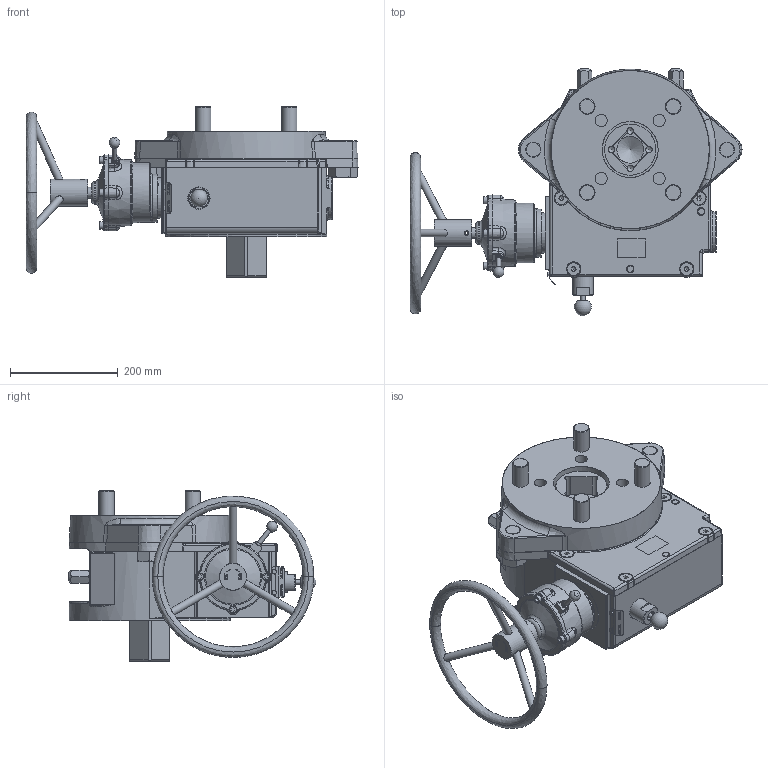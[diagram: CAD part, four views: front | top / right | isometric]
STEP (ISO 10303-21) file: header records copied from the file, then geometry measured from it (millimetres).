
FILE_DESCRIPTION( ( 'Unknown' ), '1' );
FILE_NAME( 'D000000249.stp', 'Unknown', ( 'Unknown' ), ( 'Unknown' ), 'PSStep 17.0.49', 'Unknown', ' ' );
FILE_SCHEMA( ( 'AUTOMOTIVE_DESIGN { 1 0 10303 214 1 1 1 1 }' ) );
Length unit declared in the file: millimetre
Products named in the file (61): D0093808070A4; D0031908000KU; ILGD5000A63; 11wz130090c01; ILGD5000A15; 22WX153022601; 6.2799.100; D0093330050A4; ILGD5000A16; A0158716000A4; B0193628060A4; D0760316000CU; 700WK30000100; D0000714030ST; 21W5Z10000000; D0799112035A4; 62WZ100000010; D0031908001KU; D0043908000A4; ILGD5000RA07; 1643001065000; ILGD5000A40; D0091208020A4; D0093305010A4; 9530600-C; 1; 2; 3; 4; 5; 6; 7; 8; 9; 10; 11; 12; 13; 14; 15 ...
Bounding box: 617.24 x 460.27 x 316.2 mm (x, y, z)
Surface area: 1005692.3 mm2 (no closed solid volume)
Topology: 0 solids, 609 shells, 609 faces, 3070 edges, 2943 vertices
Faces by surface type: plane 239, cylinder 145, cone 100, bspline 64, torus 47, sphere 7, revolution 4, extrusion 3
Full cylindrical faces by diameter (mm): 6.647 x1, 8 x4, 13.27 x4, 14 x5, 16 x1, 19.169 x4, 20 x1, 22 x2, 22.7 x4, 23.67 x4, 24.648 x4, 28.575 x4, 33 x2, 38.25 x1, 42 x1, 42.9 x3, 50 x1, 75 x1, 95 x2, 104 x1, 111 x1, 115 x1, 300 x1
Entity records: 45185 total; most frequent: CARTESIAN_POINT 17927, DIRECTION 4549, VERTEX_POINT 2885, ORIENTED_EDGE 2864, EDGE_CURVE 2864, AXIS2_PLACEMENT_3D 1684, VECTOR 1177, LINE 1174
